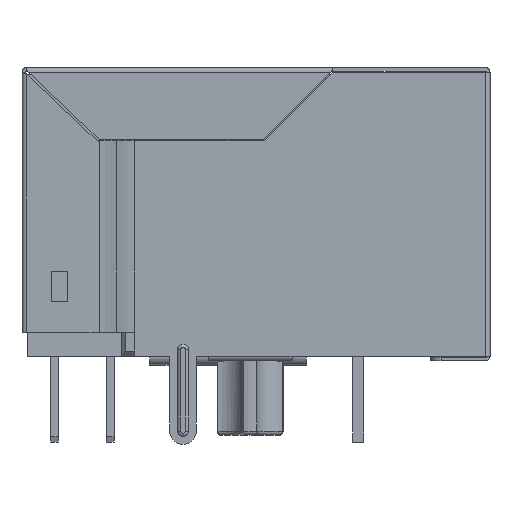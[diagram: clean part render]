
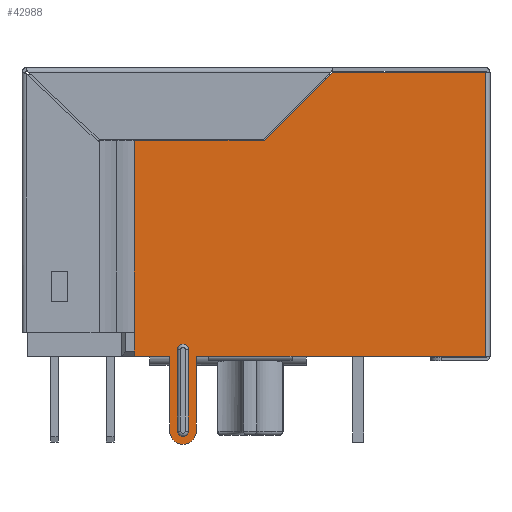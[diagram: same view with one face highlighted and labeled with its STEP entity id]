
A CAD part, left-side view. The second image highlights one B-rep face of the part: STEP entity #42988.
In plain terms, the highlighted planar face has unit normal (-1, 0, 0).
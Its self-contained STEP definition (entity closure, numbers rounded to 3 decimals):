
#1300=CIRCLE('',#45035,0.25);
#1304=CIRCLE('',#45045,0.25);
#1305=CIRCLE('',#45046,0.6);
#10292=ORIENTED_EDGE('',*,*,#15141,.T.);
#10293=ORIENTED_EDGE('',*,*,#15130,.F.);
#10294=ORIENTED_EDGE('',*,*,#15129,.F.);
#10295=ORIENTED_EDGE('',*,*,#15136,.F.);
#10296=ORIENTED_EDGE('',*,*,#15137,.F.);
#10297=ORIENTED_EDGE('',*,*,#14552,.T.);
#10298=ORIENTED_EDGE('',*,*,#14592,.T.);
#10299=ORIENTED_EDGE('',*,*,#14583,.T.);
#10300=ORIENTED_EDGE('',*,*,#14594,.T.);
#10301=ORIENTED_EDGE('',*,*,#14578,.T.);
#10302=ORIENTED_EDGE('',*,*,#14575,.T.);
#10303=ORIENTED_EDGE('',*,*,#14573,.T.);
#10304=ORIENTED_EDGE('',*,*,#14596,.T.);
#10305=ORIENTED_EDGE('',*,*,#14557,.T.);
#10306=ORIENTED_EDGE('',*,*,#14554,.T.);
#10307=ORIENTED_EDGE('',*,*,#15139,.F.);
#10308=ORIENTED_EDGE('',*,*,#15142,.F.);
#14552=EDGE_CURVE('',#17776,#17777,#21416,.T.);
#14554=EDGE_CURVE('',#17779,#17778,#21418,.T.);
#14557=EDGE_CURVE('',#17780,#17779,#21421,.T.);
#14573=EDGE_CURVE('',#17787,#17793,#21430,.T.);
#14575=EDGE_CURVE('',#17794,#17787,#21432,.T.);
#14578=EDGE_CURVE('',#17797,#17794,#21434,.T.);
#14583=EDGE_CURVE('',#17801,#17800,#21436,.T.);
#14592=EDGE_CURVE('',#17777,#17801,#21443,.T.);
#14594=EDGE_CURVE('',#17800,#17797,#21445,.T.);
#14596=EDGE_CURVE('',#17793,#17780,#21446,.T.);
#15129=EDGE_CURVE('',#18132,#18129,#1300,.T.);
#15130=EDGE_CURVE('',#18129,#18133,#21804,.T.);
#15136=EDGE_CURVE('',#18136,#18132,#21807,.T.);
#15137=EDGE_CURVE('',#17776,#18137,#21808,.T.);
#15139=EDGE_CURVE('',#18138,#17778,#21810,.T.);
#15141=EDGE_CURVE('',#18136,#18133,#1304,.T.);
#15142=EDGE_CURVE('',#18137,#18138,#1305,.T.);
#17776=VERTEX_POINT('',#62851);
#17777=VERTEX_POINT('',#62853);
#17778=VERTEX_POINT('',#62857);
#17779=VERTEX_POINT('',#62859);
#17780=VERTEX_POINT('',#62863);
#17787=VERTEX_POINT('',#62883);
#17793=VERTEX_POINT('',#62895);
#17794=VERTEX_POINT('',#62899);
#17797=VERTEX_POINT('',#62907);
#17800=VERTEX_POINT('',#62916);
#17801=VERTEX_POINT('',#62918);
#18129=VERTEX_POINT('',#64276);
#18132=VERTEX_POINT('',#64281);
#18133=VERTEX_POINT('',#64285);
#18136=VERTEX_POINT('',#64295);
#18137=VERTEX_POINT('',#64299);
#18138=VERTEX_POINT('',#64303);
#21416=LINE('',#62854,#25088);
#21418=LINE('',#62858,#25090);
#21421=LINE('',#62864,#25093);
#21430=LINE('',#62896,#25102);
#21432=LINE('',#62900,#25104);
#21434=LINE('',#62906,#25106);
#21436=LINE('',#62917,#25108);
#21443=LINE('',#62933,#25115);
#21445=LINE('',#62936,#25117);
#21446=LINE('',#62940,#25118);
#21804=LINE('',#64284,#25476);
#21807=LINE('',#64296,#25479);
#21808=LINE('',#64298,#25480);
#21810=LINE('',#64302,#25482);
#25088=VECTOR('',#51670,1000.);
#25090=VECTOR('',#51674,1000.);
#25093=VECTOR('',#51679,1000.);
#25102=VECTOR('',#51708,1000.);
#25104=VECTOR('',#51712,1000.);
#25106=VECTOR('',#51718,1000.);
#25108=VECTOR('',#51730,1000.);
#25115=VECTOR('',#51745,1000.);
#25117=VECTOR('',#51749,1000.);
#25118=VECTOR('',#51754,1000.);
#25476=VECTOR('',#52784,1000.);
#25479=VECTOR('',#52797,1000.);
#25480=VECTOR('',#52800,1000.);
#25482=VECTOR('',#52804,1000.);
#27119=EDGE_LOOP('',(#10292,#10293,#10294,#10295));
#27120=EDGE_LOOP('',(#10296,#10297,#10298,#10299,#10300,#10301,#10302,#10303,
#10304,#10305,#10306,#10307,#10308));
#28782=FACE_BOUND('',#27119,.T.);
#28783=FACE_BOUND('',#27120,.T.);
#30100=PLANE('',#45044);
#42988=ADVANCED_FACE('',(#28782,#28783),#30100,.T.);
#45035=AXIS2_PLACEMENT_3D('',#64282,#52780,#52781);
#45044=AXIS2_PLACEMENT_3D('',#64305,#52806,#52807);
#45045=AXIS2_PLACEMENT_3D('',#64306,#52808,#52809);
#45046=AXIS2_PLACEMENT_3D('',#64307,#52810,#52811);
#51670=DIRECTION('',(0.,-1.,0.));
#51674=DIRECTION('',(0.,-1.,0.));
#51679=DIRECTION('',(0.,0.,-1.));
#51708=DIRECTION('',(0.,1.,0.));
#51712=DIRECTION('',(0.,0.707,-0.707));
#51718=DIRECTION('',(0.,1.,0.));
#51730=DIRECTION('',(0.,-1.,0.));
#51745=DIRECTION('',(0.,-1.,0.));
#51749=DIRECTION('',(0.,0.,1.));
#51754=DIRECTION('',(0.,0.,-1.));
#52780=DIRECTION('',(-1.,0.,0.));
#52781=DIRECTION('',(0.,0.,1.));
#52784=DIRECTION('',(0.,0.,-1.));
#52797=DIRECTION('',(0.,0.,1.));
#52800=DIRECTION('',(0.,0.,-1.));
#52804=DIRECTION('',(0.,0.,1.));
#52806=DIRECTION('',(-1.,0.,0.));
#52807=DIRECTION('',(0.,1.,0.));
#52808=DIRECTION('',(1.,0.,0.));
#52809=DIRECTION('',(0.,1.,0.));
#52810=DIRECTION('',(1.,0.,0.));
#52811=DIRECTION('',(0.,-1.,0.));
#62851=CARTESIAN_POINT('',(-8.,2.625,-6.4));
#62853=CARTESIAN_POINT('',(-8.,2.075,-6.4));
#62854=CARTESIAN_POINT('',(-8.,5.435,-6.4));
#62857=CARTESIAN_POINT('',(-8.,3.825,-6.4));
#62858=CARTESIAN_POINT('',(-8.,5.435,-6.4));
#62859=CARTESIAN_POINT('',(-8.,5.435,-6.4));
#62863=CARTESIAN_POINT('',(-8.,5.435,-5.314));
#62864=CARTESIAN_POINT('',(-8.,5.435,6.5));
#62883=CARTESIAN_POINT('',(-8.,-0.465,3.4));
#62895=CARTESIAN_POINT('',(-8.,5.435,3.4));
#62896=CARTESIAN_POINT('',(-8.,-0.09,3.4));
#62899=CARTESIAN_POINT('',(-8.,-3.565,6.5));
#62900=CARTESIAN_POINT('',(-8.,1.398,1.538));
#62906=CARTESIAN_POINT('',(-8.,-10.593,6.5));
#62907=CARTESIAN_POINT('',(-8.,-10.515,6.5));
#62916=CARTESIAN_POINT('',(-8.,-10.515,-6.4));
#62917=CARTESIAN_POINT('',(-8.,5.435,-6.4));
#62918=CARTESIAN_POINT('',(-8.,-1.725,-6.4));
#62933=CARTESIAN_POINT('',(-8.,2.075,-6.4));
#62936=CARTESIAN_POINT('',(-8.,-10.515,-6.4));
#62940=CARTESIAN_POINT('',(-8.,5.435,6.5));
#64276=CARTESIAN_POINT('',(-8.,3.475,-6.1));
#64281=CARTESIAN_POINT('',(-8.,2.975,-6.1));
#64282=CARTESIAN_POINT('',(-8.,3.225,-6.1));
#64284=CARTESIAN_POINT('',(-8.,3.475,0.05));
#64285=CARTESIAN_POINT('',(-8.,3.475,-9.8));
#64295=CARTESIAN_POINT('',(-8.,2.975,-9.8));
#64296=CARTESIAN_POINT('',(-8.,2.975,0.05));
#64298=CARTESIAN_POINT('',(-8.,2.625,-6.4));
#64299=CARTESIAN_POINT('',(-8.,2.625,-9.8));
#64302=CARTESIAN_POINT('',(-8.,3.825,-9.8));
#64303=CARTESIAN_POINT('',(-8.,3.825,-9.8));
#64305=CARTESIAN_POINT('',(-8.,-0.09,0.05));
#64306=CARTESIAN_POINT('',(-8.,3.225,-9.8));
#64307=CARTESIAN_POINT('',(-8.,3.225,-9.8));
